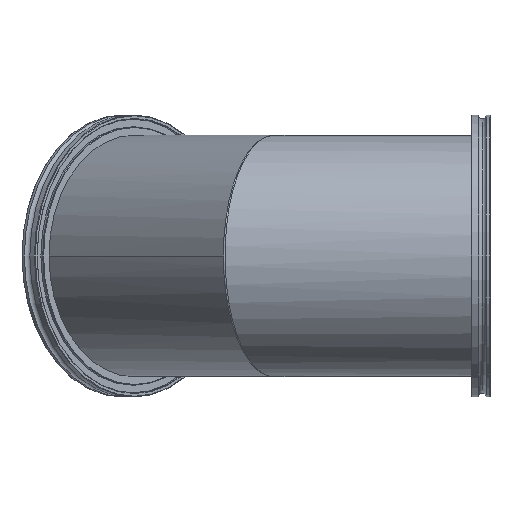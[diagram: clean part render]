
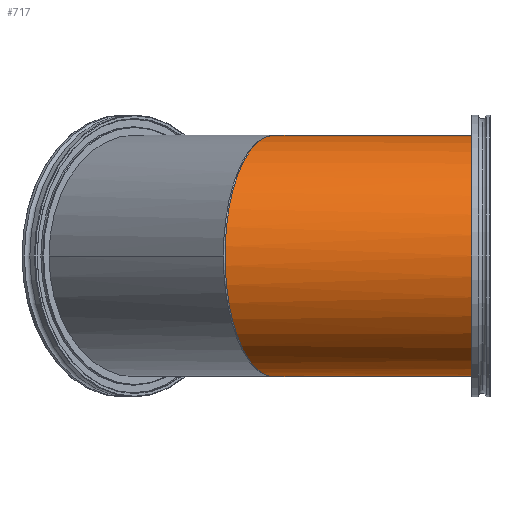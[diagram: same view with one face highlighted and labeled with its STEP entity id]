
A CAD part, left-side view. The second image highlights one B-rep face of the part: STEP entity #717.
In plain terms, the highlighted cylindrical face has radius 77 mm (diameter 154 mm), a partial arc.
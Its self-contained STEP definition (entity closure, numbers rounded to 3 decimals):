
#10 = EDGE_LOOP ( 'NONE', ( #1271, #489, #1120, #894 ) ) ;
#15 = CARTESIAN_POINT ( 'NONE',  ( 0., 131.5, -77. ) ) ;
#135 = VERTEX_POINT ( 'NONE', #344 ) ;
#143 = CARTESIAN_POINT ( 'NONE',  ( 0., 0., 0. ) ) ;
#144 = DIRECTION ( 'NONE',  ( 0., -1., 0. ) ) ;
#145 = DIRECTION ( 'NONE',  ( 1., 0., 0. ) ) ;
#319 = EDGE_CURVE ( 'NONE', #1265, #973, #505, .T. ) ;
#344 = CARTESIAN_POINT ( 'NONE',  ( 0., 0., 77. ) ) ;
#370 = CARTESIAN_POINT ( 'NONE',  ( -154., 194.046, 77. ) ) ;
#407 = DIRECTION ( 'NONE',  ( 0., 1., 0. ) ) ;
#434 = EDGE_CURVE ( 'NONE', #135, #1048, #828, .T. ) ;
#489 = ORIENTED_EDGE ( 'NONE', *, *, #434, .F. ) ;
#505 =( BOUNDED_CURVE ( )  B_SPLINE_CURVE ( 3, ( #1190, #370, #740, #15 ),
 .UNSPECIFIED., .F., .F. ) 
 B_SPLINE_CURVE_WITH_KNOTS ( ( 4, 4 ),
 ( 1.571, 4.712 ),
 .UNSPECIFIED. ) 
 CURVE ( )  GEOMETRIC_REPRESENTATION_ITEM ( )  RATIONAL_B_SPLINE_CURVE ( ( 1., 0.333, 0.333, 1. ) ) 
 REPRESENTATION_ITEM ( '' )  );
#506 = CARTESIAN_POINT ( 'NONE',  ( 0., 0., 77. ) ) ;
#544 = CARTESIAN_POINT ( 'NONE',  ( 0., 0., 0. ) ) ;
#570 = DIRECTION ( 'NONE',  ( 0., 0., 1. ) ) ;
#610 = DIRECTION ( 'NONE',  ( 0., 1., 0. ) ) ;
#673 = VECTOR ( 'NONE', #407, 1000. ) ;
#676 = LINE ( 'NONE', #506, #673 ) ;
#685 = VECTOR ( 'NONE', #1111, 1000. ) ;
#686 = LINE ( 'NONE', #1095, #685 ) ;
#717 = ADVANCED_FACE ( 'NONE', ( #756 ), #744, .T. ) ;
#740 = CARTESIAN_POINT ( 'NONE',  ( -154., 194.046, -77. ) ) ;
#744 = CYLINDRICAL_SURFACE ( 'NONE', #1274, 77. ) ;
#756 = FACE_OUTER_BOUND ( 'NONE', #10, .T. ) ;
#791 = AXIS2_PLACEMENT_3D ( 'NONE', #143, #144, #145 ) ;
#828 = CIRCLE ( 'NONE', #791, 77. ) ;
#894 = ORIENTED_EDGE ( 'NONE', *, *, #319, .T. ) ;
#895 = CARTESIAN_POINT ( 'NONE',  ( 0., 131.5, 77. ) ) ;
#950 = CARTESIAN_POINT ( 'NONE',  ( 0., 0., -77. ) ) ;
#973 = VERTEX_POINT ( 'NONE', #1103 ) ;
#1042 = EDGE_CURVE ( 'NONE', #1048, #973, #686, .T. ) ;
#1048 = VERTEX_POINT ( 'NONE', #950 ) ;
#1095 = CARTESIAN_POINT ( 'NONE',  ( 0., 0., -77. ) ) ;
#1103 = CARTESIAN_POINT ( 'NONE',  ( 0., 131.5, -77. ) ) ;
#1111 = DIRECTION ( 'NONE',  ( 0., 1., 0. ) ) ;
#1119 = EDGE_CURVE ( 'NONE', #135, #1265, #676, .T. ) ;
#1120 = ORIENTED_EDGE ( 'NONE', *, *, #1119, .T. ) ;
#1190 = CARTESIAN_POINT ( 'NONE',  ( 0., 131.5, 77. ) ) ;
#1265 = VERTEX_POINT ( 'NONE', #895 ) ;
#1271 = ORIENTED_EDGE ( 'NONE', *, *, #1042, .F. ) ;
#1274 = AXIS2_PLACEMENT_3D ( 'NONE', #544, #610, #570 ) ;
